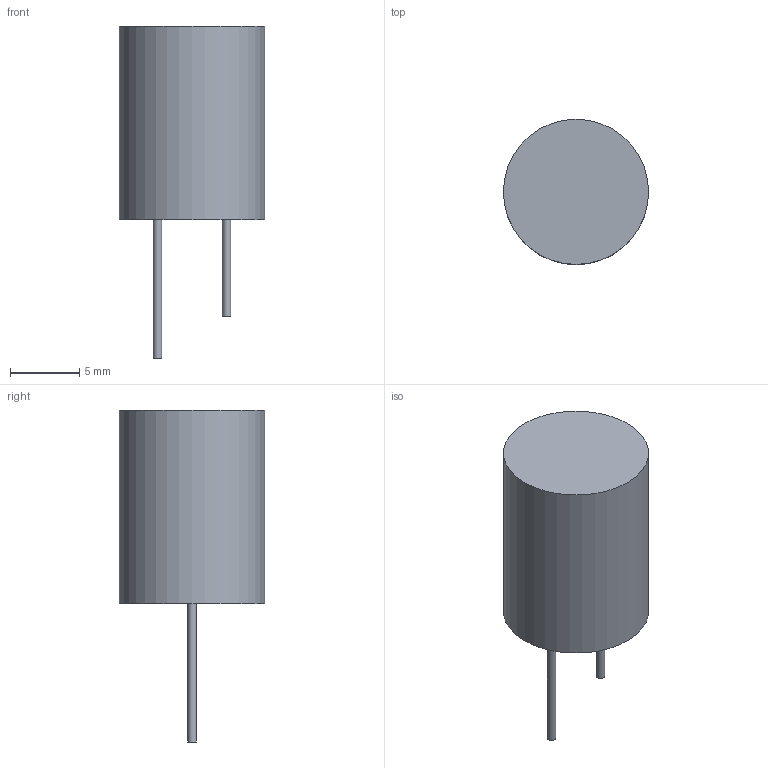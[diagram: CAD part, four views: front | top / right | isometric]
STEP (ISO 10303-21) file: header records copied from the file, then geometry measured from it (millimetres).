
FILE_DESCRIPTION(('FreeCAD Model'),'2;1');
FILE_NAME('12245962.1.1.stp','2020-06-10T12:44:46',( 'Author'),(''),'Open CASCADE STEP processor 6.9','FreeCAD','Unknown' );
FILE_SCHEMA(('AUTOMOTIVE_DESIGN { 1 0 10303 214 1 1 1 1 }'));
Length unit declared in the file: millimetre
Products named in the file (4): ASSEMBLY; SimpleBody; Pin1; Pin2
Assembly tree (3 placements, depth 2):
  ASSEMBLY
    SimpleBody
    Pin1
    Pin2
Bounding box: 10.5 x 10.5 x 24 mm (x, y, z)
Volume: 1217.1 mm3; surface area: 668.2 mm2
Topology: 3 solids, 3 shells, 9 faces, 9 edges, 6 vertices
Faces by surface type: plane 6, cylinder 3
Full cylindrical faces by diameter (mm): 0.6 x2, 10.5 x1
Entity records: 378 total; most frequent: DIRECTION 59, CARTESIAN_POINT 46, AXIS2_PLACEMENT_3D 19, ORIENTED_EDGE 18, PCURVE 18, DEFINITIONAL_REPRESENTATION 18, LINE 15, VECTOR 15
